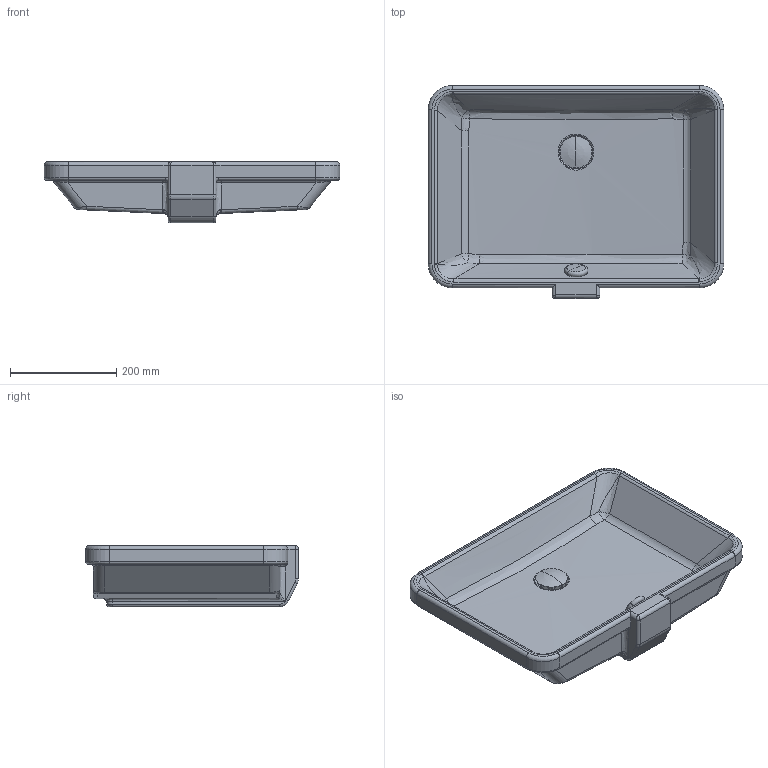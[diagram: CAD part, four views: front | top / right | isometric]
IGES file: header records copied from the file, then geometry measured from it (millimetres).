
Global section: file name: No Iges File Name specified; native system: AutoDesk Inventor R11.0; preprocessor: AutoDesk Inventor Iges Exporter R11.0; author: No Author specified; organization: No Organization specified; date: 20070309.101656; units: millimetre
Bounding box: 555 x 400 x 116 mm (x, y, z)
Volume: 7653420.3 mm3; surface area: 644551.1 mm2
Topology: 4 solids, 4 shells, 206 faces, 488 edges, 284 vertices
Faces by surface type: bspline 63, cylinder 55, plane 37, revolution 24, torus 24, cone 2, sphere 1
